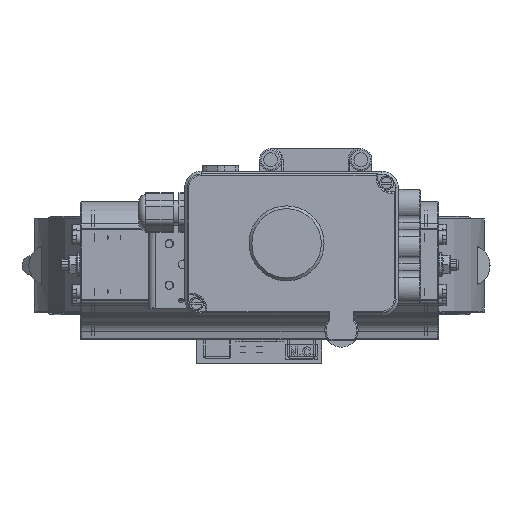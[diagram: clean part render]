
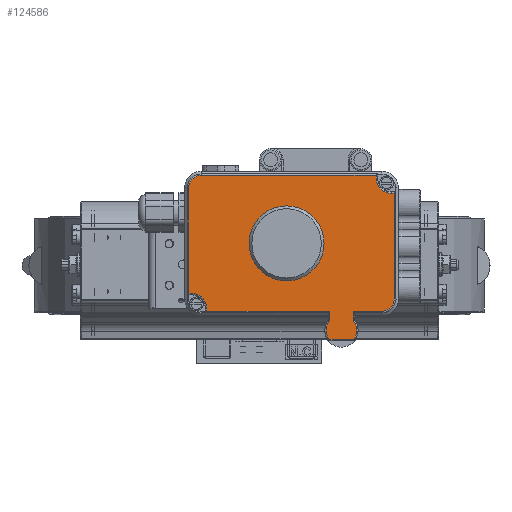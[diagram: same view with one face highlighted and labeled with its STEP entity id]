
A CAD part, top view. The second image highlights one B-rep face of the part: STEP entity #124586.
In plain terms, the highlighted planar face has unit normal (0, 0, 1).
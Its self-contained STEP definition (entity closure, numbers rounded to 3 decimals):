
#119856=CARTESIAN_POINT('',(67.5,-34.,539.0));
#119857=VERTEX_POINT('',#119856);
#119858=CARTESIAN_POINT('',(67.5,-40.686,539.0));
#119859=VERTEX_POINT('',#119858);
#119860=CARTESIAN_POINT('',(67.5,-34.,539.0));
#119861=DIRECTION('',(0.0,-1.0,0.0));
#119862=VECTOR('',#119861,6.686);
#119863=LINE('',#119860,#119862);
#119864=EDGE_CURVE('',#119857,#119859,#119863,.T.);
#119900=CARTESIAN_POINT('',(88.,-34.,539.0));
#119901=VERTEX_POINT('',#119900);
#119909=CARTESIAN_POINT('',(88.,-34.,539.0));
#119910=DIRECTION('',(-1.0,0.0,0.0));
#119911=VECTOR('',#119910,20.5);
#119912=LINE('',#119909,#119911);
#119913=EDGE_CURVE('',#119901,#119857,#119912,.T.);
#119926=CARTESIAN_POINT('',(97.,-25.,539.0));
#119927=VERTEX_POINT('',#119926);
#119935=CARTESIAN_POINT('',(88.,-25.,539.0));
#119936=DIRECTION('',(0.,0.,-1.0));
#119937=DIRECTION('',(0.707,-0.707,0.));
#119938=AXIS2_PLACEMENT_3D('',#119935,#119936,#119937);
#119939=CIRCLE('',#119938,9.0);
#119940=EDGE_CURVE('',#119927,#119901,#119939,.T.);
#119950=CARTESIAN_POINT('',(50.005,-54.,539.0));
#119951=VERTEX_POINT('',#119950);
#119959=CARTESIAN_POINT('',(50.5,-40.686,539.0));
#119960=VERTEX_POINT('',#119959);
#119961=CARTESIAN_POINT('',(59.,-47.669,539.0));
#119962=DIRECTION('',(0.0,0.0,-1.0));
#119963=DIRECTION('',(-1.0,0.0,0.0));
#119964=AXIS2_PLACEMENT_3D('',#119961,#119962,#119963);
#119965=CIRCLE('',#119964,11.0);
#119966=EDGE_CURVE('',#119951,#119960,#119965,.T.);
#119995=CARTESIAN_POINT('',(95.,51.,539.0));
#119996=VERTEX_POINT('',#119995);
#120004=CARTESIAN_POINT('',(97.,51.,539.0));
#120005=VERTEX_POINT('',#120004);
#120006=CARTESIAN_POINT('',(95.,51.,539.0));
#120007=DIRECTION('',(1.0,0.0,0.0));
#120008=VECTOR('',#120007,2.);
#120009=LINE('',#120006,#120008);
#120010=EDGE_CURVE('',#119996,#120005,#120009,.T.);
#120027=CARTESIAN_POINT('',(50.5,-34.,539.0));
#120028=VERTEX_POINT('',#120027);
#120029=CARTESIAN_POINT('',(50.5,-40.686,539.0));
#120030=DIRECTION('',(0.0,1.0,0.0));
#120031=VECTOR('',#120030,6.686);
#120032=LINE('',#120029,#120031);
#120033=EDGE_CURVE('',#119960,#120028,#120032,.T.);
#120054=CARTESIAN_POINT('',(84.,62.,539.0));
#120055=VERTEX_POINT('',#120054);
#120063=CARTESIAN_POINT('',(95.,62.,539.0));
#120064=DIRECTION('',(0.,0.,1.0));
#120065=DIRECTION('',(-0.707,-0.707,0.));
#120066=AXIS2_PLACEMENT_3D('',#120063,#120064,#120065);
#120067=CIRCLE('',#120066,11.0);
#120068=EDGE_CURVE('',#120055,#119996,#120067,.T.);
#120078=CARTESIAN_POINT('',(-38.,-34.,539.0));
#120079=VERTEX_POINT('',#120078);
#120089=CARTESIAN_POINT('',(50.5,-34.,539.0));
#120090=DIRECTION('',(-1.0,0.0,0.0));
#120091=VECTOR('',#120090,88.5);
#120092=LINE('',#120089,#120091);
#120093=EDGE_CURVE('',#120028,#120079,#120092,.T.);
#120104=CARTESIAN_POINT('',(-42.,64.,539.0));
#120105=VERTEX_POINT('',#120104);
#120113=CARTESIAN_POINT('',(84.,64.,539.0));
#120114=VERTEX_POINT('',#120113);
#120115=CARTESIAN_POINT('',(-42.,64.,539.0));
#120116=DIRECTION('',(1.0,0.0,0.0));
#120117=VECTOR('',#120116,126.);
#120118=LINE('',#120115,#120117);
#120119=EDGE_CURVE('',#120105,#120114,#120118,.T.);
#120136=CARTESIAN_POINT('',(-38.,-32.,539.0));
#120137=VERTEX_POINT('',#120136);
#120145=CARTESIAN_POINT('',(-49.,-21.,539.0));
#120146=VERTEX_POINT('',#120145);
#120147=CARTESIAN_POINT('',(-49.,-32.,539.0));
#120148=DIRECTION('',(0.,0.,1.0));
#120149=DIRECTION('',(0.707,0.707,0.));
#120150=AXIS2_PLACEMENT_3D('',#120147,#120148,#120149);
#120151=CIRCLE('',#120150,11.0);
#120152=EDGE_CURVE('',#120137,#120146,#120151,.T.);
#120172=CARTESIAN_POINT('',(-51.,55.,539.0));
#120173=VERTEX_POINT('',#120172);
#120181=CARTESIAN_POINT('',(-42.,55.,539.0));
#120182=DIRECTION('',(0.,0.,-1.0));
#120183=DIRECTION('',(-0.707,0.707,0.));
#120184=AXIS2_PLACEMENT_3D('',#120181,#120182,#120183);
#120185=CIRCLE('',#120184,9.0);
#120186=EDGE_CURVE('',#120173,#120105,#120185,.T.);
#120196=CARTESIAN_POINT('',(-51.,-21.,539.0));
#120197=VERTEX_POINT('',#120196);
#120205=CARTESIAN_POINT('',(-51.,-21.,539.0));
#120206=DIRECTION('',(0.0,1.0,0.0));
#120207=VECTOR('',#120206,76.);
#120208=LINE('',#120205,#120207);
#120209=EDGE_CURVE('',#120197,#120173,#120208,.T.);
#120224=CARTESIAN_POINT('',(84.,64.,539.0));
#120225=DIRECTION('',(0.0,-1.0,0.0));
#120226=VECTOR('',#120225,2.0);
#120227=LINE('',#120224,#120226);
#120228=EDGE_CURVE('',#120114,#120055,#120227,.T.);
#120241=CARTESIAN_POINT('',(97.,51.,539.0));
#120242=DIRECTION('',(0.0,-1.0,0.0));
#120243=VECTOR('',#120242,76.);
#120244=LINE('',#120241,#120243);
#120245=EDGE_CURVE('',#120005,#119927,#120244,.T.);
#120471=CARTESIAN_POINT('',(-49.,-21.,539.0));
#120472=DIRECTION('',(-1.0,0.0,0.0));
#120473=VECTOR('',#120472,2.);
#120474=LINE('',#120471,#120473);
#120475=EDGE_CURVE('',#120146,#120197,#120474,.T.);
#120514=CARTESIAN_POINT('',(67.995,-54.,539.0));
#120515=VERTEX_POINT('',#120514);
#120525=CARTESIAN_POINT('',(59.,-47.669,539.0));
#120526=DIRECTION('',(0.0,0.0,-1.0));
#120527=DIRECTION('',(1.0,0.0,0.0));
#120528=AXIS2_PLACEMENT_3D('',#120525,#120526,#120527);
#120529=CIRCLE('',#120528,11.0);
#120530=EDGE_CURVE('',#119859,#120515,#120529,.T.);
#120615=CARTESIAN_POINT('',(67.995,-54.,539.0));
#120616=DIRECTION('',(-1.0,0.0,0.0));
#120617=VECTOR('',#120616,17.99);
#120618=LINE('',#120615,#120617);
#120619=EDGE_CURVE('',#120515,#119951,#120618,.T.);
#120667=CARTESIAN_POINT('',(-38.,-34.,539.0));
#120668=DIRECTION('',(0.0,1.0,0.0));
#120669=VECTOR('',#120668,2.0);
#120670=LINE('',#120667,#120669);
#120671=EDGE_CURVE('',#120079,#120137,#120670,.T.);
#124550=CARTESIAN_POINT('',(23.,15.,539.0));
#124551=DIRECTION('',(0.0,0.0,1.0));
#124552=DIRECTION('',(1.0,0.0,0.0));
#124553=AXIS2_PLACEMENT_3D('',#124550,#124551,#124552);
#124554=PLANE('',#124553);
#124555=ORIENTED_EDGE('',*,*,#120209,.F.);
#124556=ORIENTED_EDGE('',*,*,#120475,.F.);
#124557=ORIENTED_EDGE('',*,*,#120152,.F.);
#124558=ORIENTED_EDGE('',*,*,#120671,.F.);
#124559=ORIENTED_EDGE('',*,*,#120093,.F.);
#124560=ORIENTED_EDGE('',*,*,#120033,.F.);
#124561=ORIENTED_EDGE('',*,*,#119966,.F.);
#124562=ORIENTED_EDGE('',*,*,#120619,.F.);
#124563=ORIENTED_EDGE('',*,*,#120530,.F.);
#124564=ORIENTED_EDGE('',*,*,#119864,.F.);
#124565=ORIENTED_EDGE('',*,*,#119913,.F.);
#124566=ORIENTED_EDGE('',*,*,#119940,.F.);
#124567=ORIENTED_EDGE('',*,*,#120245,.F.);
#124568=ORIENTED_EDGE('',*,*,#120010,.F.);
#124569=ORIENTED_EDGE('',*,*,#120068,.F.);
#124570=ORIENTED_EDGE('',*,*,#120228,.F.);
#124571=ORIENTED_EDGE('',*,*,#120119,.F.);
#124572=ORIENTED_EDGE('',*,*,#120186,.F.);
#124573=EDGE_LOOP('',(#124555,#124556,#124557,#124558,#124559,#124560,#124561,#124562,#124563,#124564,#124565,#124566,#124567,#124568,#124569,#124570,#124571,#124572));
#124574=FACE_OUTER_BOUND('',#124573,.T.);
#124575=CARTESIAN_POINT('',(46.5,15.,539.0));
#124576=VERTEX_POINT('',#124575);
#124577=CARTESIAN_POINT('',(19.5,15.,539.0));
#124578=DIRECTION('',(0.0,0.0,1.0));
#124579=DIRECTION('',(-1.0,0.0,0.0));
#124580=AXIS2_PLACEMENT_3D('',#124577,#124578,#124579);
#124581=CIRCLE('',#124580,27.0);
#124582=EDGE_CURVE('',#124576,#124576,#124581,.T.);
#124583=ORIENTED_EDGE('',*,*,#124582,.F.);
#124584=EDGE_LOOP('',(#124583));
#124585=FACE_BOUND('',#124584,.T.);
#124586=ADVANCED_FACE('',(#124574,#124585),#124554,.T.);
